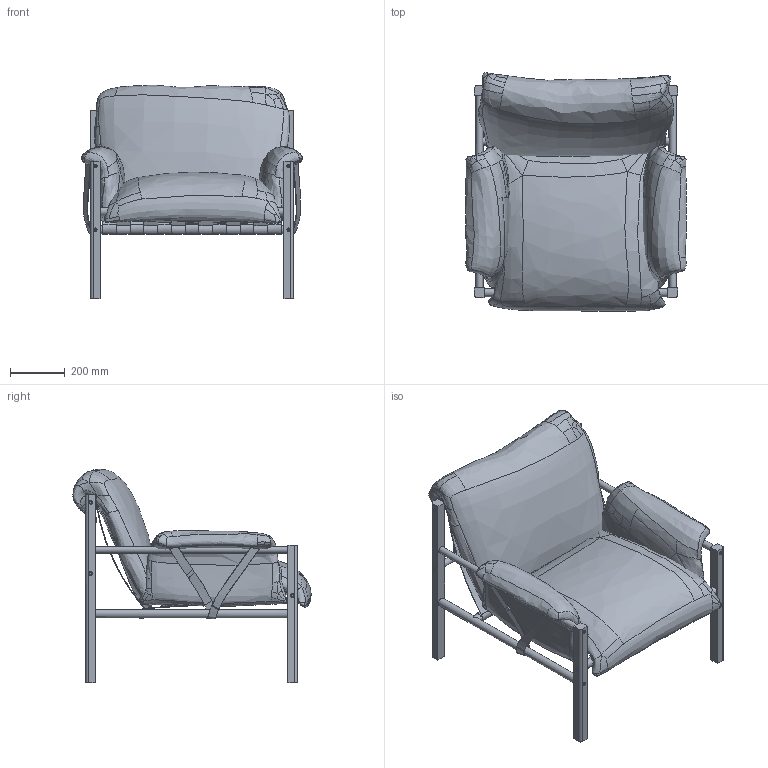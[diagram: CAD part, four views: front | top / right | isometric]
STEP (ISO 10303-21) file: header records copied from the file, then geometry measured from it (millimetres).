
FILE_DESCRIPTION(/* description */ (''),/* implementation_level */ '2;1');
FILE_NAME(/* name */ 'Sling_CB-570_3D',/* time_stamp */ '2023-10-06T12:41:48+02:00',/* author */ (''),/* organization */ (''),/* preprocessor_version */ 'ST-DEVELOPER v16.5',/* originating_system */ 'Rhino 7.31',/* authorisation */ '');
FILE_SCHEMA (('AUTOMOTIVE_DESIGN'));
Length unit declared in the file: centimetre
Products named in the file (2): Document; Sling_CB-570
Assembly tree (1 placements, depth 2):
  Document
    Sling_CB-570
Bounding box: 803.74 x 866.89 x 776.75 mm (x, y, z)
Volume: 99935656.4 mm3; surface area: 4435241.8 mm2
Topology: 27 solids, 89 shells, 804 faces, 1860 edges, 1188 vertices
Faces by surface type: bspline 386, plane 260, cylinder 158
Full cylindrical faces by diameter (mm): 8 x28, 13 x28, 25 x4, 30 x4
Entity records: 76266 total; most frequent: CARTESIAN_POINT 63150, ORIENTED_EDGE 3592, EDGE_CURVE 1860, B_SPLINE_CURVE_WITH_KNOTS 1352, VERTEX_POINT 1188, EDGE_LOOP 874, ADVANCED_FACE 804, FACE_OUTER_BOUND 804
